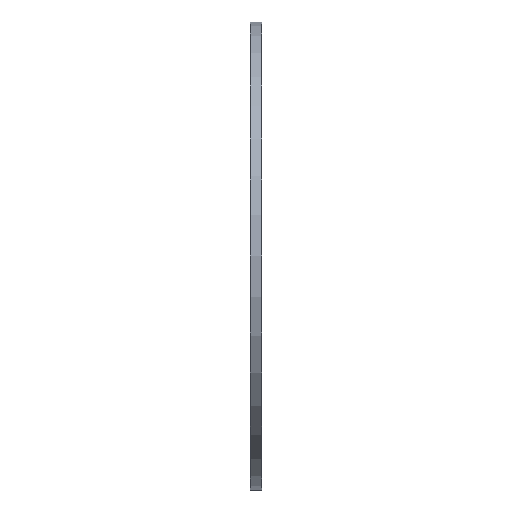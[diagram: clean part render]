
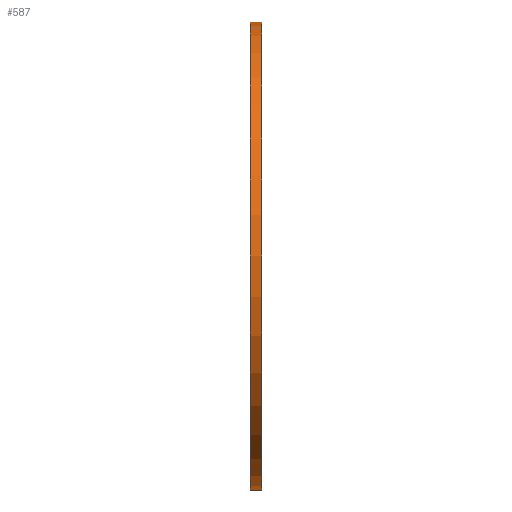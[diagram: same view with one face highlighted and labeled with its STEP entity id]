
A CAD part, left-side view. The second image highlights one B-rep face of the part: STEP entity #587.
In plain terms, the highlighted cylindrical face has radius 63.5 mm (diameter 127 mm), a partial arc.
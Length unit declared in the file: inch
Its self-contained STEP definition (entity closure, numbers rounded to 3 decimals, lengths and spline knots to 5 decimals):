
#142 = ORIENTED_EDGE ( 'NONE', *, *, #2643, .F. ) ;
#157 = DIRECTION ( 'NONE',  ( 0., -1., 0. ) ) ;
#195 = AXIS2_PLACEMENT_3D ( 'NONE', #2799, #853, #1709 ) ;
#228 = VERTEX_POINT ( 'NONE', #2140 ) ;
#240 = CYLINDRICAL_SURFACE ( 'NONE', #195, 2.5 ) ;
#413 = CARTESIAN_POINT ( 'NONE',  ( 0., 0., -2.5 ) ) ;
#508 = ORIENTED_EDGE ( 'NONE', *, *, #1463, .T. ) ;
#553 = VECTOR ( 'NONE', #1648, 39.37008 ) ;
#587 = ADVANCED_FACE ( 'NONE', ( #666 ), #240, .T. ) ;
#666 = FACE_OUTER_BOUND ( 'NONE', #1627, .T. ) ;
#678 = CARTESIAN_POINT ( 'NONE',  ( 0., 0.125, 2.5 ) ) ;
#690 = VERTEX_POINT ( 'NONE', #678 ) ;
#853 = DIRECTION ( 'NONE',  ( 0., -1., 0. ) ) ;
#1023 = LINE ( 'NONE', #2506, #553 ) ;
#1056 = EDGE_CURVE ( 'NONE', #2328, #1117, #1232, .T. ) ;
#1116 = DIRECTION ( 'NONE',  ( 0., 0., 1. ) ) ;
#1117 = VERTEX_POINT ( 'NONE', #1171 ) ;
#1171 = CARTESIAN_POINT ( 'NONE',  ( 0., 0., 2.5 ) ) ;
#1232 = CIRCLE ( 'NONE', #1622, 2.5 ) ;
#1414 = CIRCLE ( 'NONE', #2330, 2.5 ) ;
#1463 = EDGE_CURVE ( 'NONE', #228, #2328, #1607, .T. ) ;
#1607 = LINE ( 'NONE', #2476, #2314 ) ;
#1622 = AXIS2_PLACEMENT_3D ( 'NONE', #1790, #2382, #1116 ) ;
#1627 = EDGE_LOOP ( 'NONE', ( #142, #2730, #508, #1739 ) ) ;
#1648 = DIRECTION ( 'NONE',  ( 0., -1., 0. ) ) ;
#1709 = DIRECTION ( 'NONE',  ( 0., 0., -1. ) ) ;
#1739 = ORIENTED_EDGE ( 'NONE', *, *, #1056, .T. ) ;
#1790 = CARTESIAN_POINT ( 'NONE',  ( 0., 0., 0. ) ) ;
#1877 = DIRECTION ( 'NONE',  ( 0., 0., 1. ) ) ;
#2140 = CARTESIAN_POINT ( 'NONE',  ( 0., 0.125, -2.5 ) ) ;
#2314 = VECTOR ( 'NONE', #157, 39.37008 ) ;
#2328 = VERTEX_POINT ( 'NONE', #413 ) ;
#2330 = AXIS2_PLACEMENT_3D ( 'NONE', #2706, #2738, #1877 ) ;
#2382 = DIRECTION ( 'NONE',  ( 0., 1., 0. ) ) ;
#2476 = CARTESIAN_POINT ( 'NONE',  ( 0., 0.125, -2.5 ) ) ;
#2506 = CARTESIAN_POINT ( 'NONE',  ( 0., 0.125, 2.5 ) ) ;
#2628 = EDGE_CURVE ( 'NONE', #228, #690, #1414, .T. ) ;
#2643 = EDGE_CURVE ( 'NONE', #690, #1117, #1023, .T. ) ;
#2706 = CARTESIAN_POINT ( 'NONE',  ( 0., 0.125, 0. ) ) ;
#2730 = ORIENTED_EDGE ( 'NONE', *, *, #2628, .F. ) ;
#2738 = DIRECTION ( 'NONE',  ( 0., 1., 0. ) ) ;
#2799 = CARTESIAN_POINT ( 'NONE',  ( 0., 0.125, 0. ) ) ;
